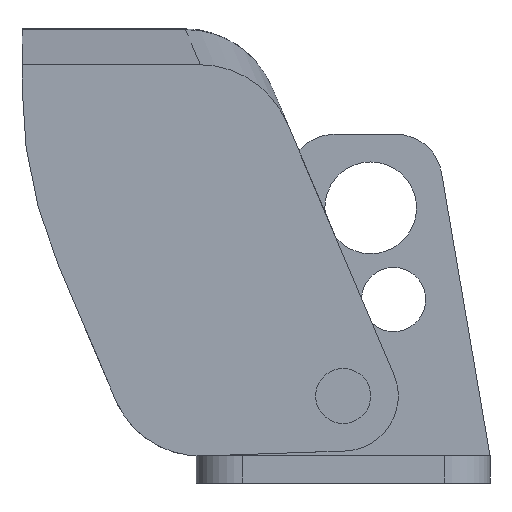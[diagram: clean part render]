
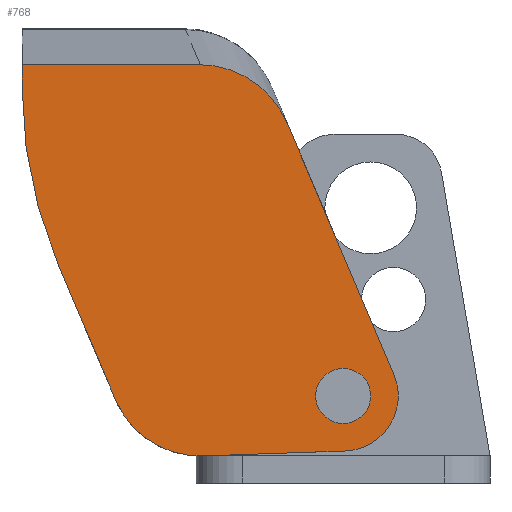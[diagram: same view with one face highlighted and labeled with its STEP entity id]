
A CAD part, left-side view. The second image highlights one B-rep face of the part: STEP entity #768.
In plain terms, the highlighted planar face has unit normal (-1, 0, 0).
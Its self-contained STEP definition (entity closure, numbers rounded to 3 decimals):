
#11 = EDGE_CURVE ( 'NONE', #12, #214, #717, .T. ) ;
#12 = VERTEX_POINT ( 'NONE', #712 ) ;
#176 = EDGE_CURVE ( 'NONE', #181, #182, #817, .T. ) ;
#181 = VERTEX_POINT ( 'NONE', #807 ) ;
#182 = VERTEX_POINT ( 'NONE', #809 ) ;
#214 = VERTEX_POINT ( 'NONE', #1226 ) ;
#313 = EDGE_CURVE ( 'NONE', #3024, #494, #1171, .T. ) ;
#318 = EDGE_CURVE ( 'NONE', #182, #319, #1167, .T. ) ;
#319 = VERTEX_POINT ( 'NONE', #1162 ) ;
#424 = VERTEX_POINT ( 'NONE', #1378 ) ;
#426 = EDGE_CURVE ( 'NONE', #424, #427, #1376, .T. ) ;
#427 = VERTEX_POINT ( 'NONE', #1463 ) ;
#494 = VERTEX_POINT ( 'NONE', #1500 ) ;
#496 = EDGE_CURVE ( 'NONE', #494, #181, #1498, .T. ) ;
#532 = EDGE_CURVE ( 'NONE', #319, #533, #1431, .T. ) ;
#533 = VERTEX_POINT ( 'NONE', #1634 ) ;
#607 = ORIENTED_EDGE ( 'NONE', *, *, #426, .F. ) ;
#612 = EDGE_LOOP ( 'NONE', ( #613, #646 ) ) ;
#613 = ORIENTED_EDGE ( 'NONE', *, *, #645, .T. ) ;
#622 = EDGE_CURVE ( 'NONE', #424, #533, #1725, .T. ) ;
#645 = EDGE_CURVE ( 'NONE', #214, #12, #1742, .T. ) ;
#646 = ORIENTED_EDGE ( 'NONE', *, *, #11, .T. ) ;
#658 = ORIENTED_EDGE ( 'NONE', *, *, #318, .F. ) ;
#659 = ORIENTED_EDGE ( 'NONE', *, *, #176, .F. ) ;
#660 = ORIENTED_EDGE ( 'NONE', *, *, #496, .F. ) ;
#661 = ORIENTED_EDGE ( 'NONE', *, *, #313, .F. ) ;
#662 = ORIENTED_EDGE ( 'NONE', *, *, #725, .T. ) ;
#663 = EDGE_LOOP ( 'NONE', ( #607, #771, #806, #658, #659, #660, #661, #662, #727 ) ) ;
#712 = CARTESIAN_POINT ( 'NONE',  ( -15., 0., 3. ) ) ;
#713 = DIRECTION ( 'NONE',  ( 0., 0., -1. ) ) ;
#714 = DIRECTION ( 'NONE',  ( 1., 0., 0. ) ) ;
#715 = CARTESIAN_POINT ( 'NONE',  ( -15., 0., 0. ) ) ;
#716 = AXIS2_PLACEMENT_3D ( 'NONE', #715, #714, #713 ) ;
#717 = CIRCLE ( 'NONE', #716, 3. ) ;
#725 = EDGE_CURVE ( 'NONE', #3024, #726, #1694, .T. ) ;
#726 = VERTEX_POINT ( 'NONE', #1696 ) ;
#727 = ORIENTED_EDGE ( 'NONE', *, *, #728, .T. ) ;
#728 = EDGE_CURVE ( 'NONE', #726, #427, #1695, .T. ) ;
#768 = ADVANCED_FACE ( 'NONE', ( #1996, #1995 ), #1909, .F. ) ;
#771 = ORIENTED_EDGE ( 'NONE', *, *, #622, .T. ) ;
#806 = ORIENTED_EDGE ( 'NONE', *, *, #532, .F. ) ;
#807 = CARTESIAN_POINT ( 'NONE',  ( -15., -0.209, -5.996 ) ) ;
#809 = CARTESIAN_POINT ( 'NONE',  ( -15., 15.242, -6.536 ) ) ;
#814 = DIRECTION ( 'NONE',  ( 0., 0.999, -0.035 ) ) ;
#815 = VECTOR ( 'NONE', #814, 1000. ) ;
#816 = CARTESIAN_POINT ( 'NONE',  ( -15., -0.209, -5.996 ) ) ;
#817 = LINE ( 'NONE', #816, #815 ) ;
#1162 = CARTESIAN_POINT ( 'NONE',  ( -15., 24.796, -0.449 ) ) ;
#1163 = DIRECTION ( 'NONE',  ( 0., 0., -1. ) ) ;
#1164 = DIRECTION ( 'NONE',  ( 1., 0., 0. ) ) ;
#1165 = CARTESIAN_POINT ( 'NONE',  ( -15., 15.591, 3.458 ) ) ;
#1166 = AXIS2_PLACEMENT_3D ( 'NONE', #1165, #1164, #1163 ) ;
#1167 = CIRCLE ( 'NONE', #1166, 10. ) ;
#1168 = DIRECTION ( 'NONE',  ( 0., -0.391, -0.921 ) ) ;
#1169 = VECTOR ( 'NONE', #1168, 1000. ) ;
#1170 = CARTESIAN_POINT ( 'NONE',  ( -15., 10.461, 40. ) ) ;
#1171 = LINE ( 'NONE', #1170, #1169 ) ;
#1226 = CARTESIAN_POINT ( 'NONE',  ( -15., 0., -3. ) ) ;
#1373 = DIRECTION ( 'NONE',  ( 0., 0., 1. ) ) ;
#1374 = VECTOR ( 'NONE', #1373, 1000. ) ;
#1375 = CARTESIAN_POINT ( 'NONE',  ( -15., 35., 23.591 ) ) ;
#1376 = LINE ( 'NONE', #1375, #1374 ) ;
#1378 = CARTESIAN_POINT ( 'NONE',  ( -15., 35., 33.763 ) ) ;
#1431 = LINE ( 'NONE', #1637, #1636 ) ;
#1463 = CARTESIAN_POINT ( 'NONE',  ( -15., 35., 36.087 ) ) ;
#1495 = DIRECTION ( 'NONE',  ( 1., 0., 0. ) ) ;
#1496 = CARTESIAN_POINT ( 'NONE',  ( -15., 0., 0. ) ) ;
#1497 = AXIS2_PLACEMENT_3D ( 'NONE', #1496, #1495, #1555 ) ;
#1498 = CIRCLE ( 'NONE', #1497, 6. ) ;
#1500 = CARTESIAN_POINT ( 'NONE',  ( -15., -5.523, 2.344 ) ) ;
#1555 = DIRECTION ( 'NONE',  ( 0., 0., -1. ) ) ;
#1634 = CARTESIAN_POINT ( 'NONE',  ( -15., 31.025, 14.227 ) ) ;
#1635 = DIRECTION ( 'NONE',  ( 0., 0.391, 0.921 ) ) ;
#1636 = VECTOR ( 'NONE', #1635, 1000. ) ;
#1637 = CARTESIAN_POINT ( 'NONE',  ( -15., 24.796, -0.449 ) ) ;
#1681 = DIRECTION ( 'NONE',  ( 0., 1., 0. ) ) ;
#1682 = VECTOR ( 'NONE', #1681, 1000. ) ;
#1683 = CARTESIAN_POINT ( 'NONE',  ( -15., 0., 36.087 ) ) ;
#1690 = CARTESIAN_POINT ( 'NONE',  ( -15., 15.563, 36.087 ) ) ;
#1691 = CARTESIAN_POINT ( 'NONE',  ( -15., 11.343, 36.087 ) ) ;
#1692 = CARTESIAN_POINT ( 'NONE',  ( -15., 7.771, 33.663 ) ) ;
#1693 = CARTESIAN_POINT ( 'NONE',  ( -15., 6.064, 29.641 ) ) ;
#1694 =( BOUNDED_CURVE ( )  B_SPLINE_CURVE ( 3, ( #1693, #1692, #1691, #1690 ),
 .UNSPECIFIED., .F., .T. ) 
 B_SPLINE_CURVE_WITH_KNOTS ( ( 4, 4 ),
 ( 1.571, 2.755 ),
 .UNSPECIFIED. ) 
 CURVE ( )  GEOMETRIC_REPRESENTATION_ITEM ( )  RATIONAL_B_SPLINE_CURVE ( ( 1., 0.887, 0.887, 1. ) ) 
 REPRESENTATION_ITEM ( '' )  );
#1695 = LINE ( 'NONE', #1683, #1682 ) ;
#1696 = CARTESIAN_POINT ( 'NONE',  ( -15., 15.563, 36.087 ) ) ;
#1706 = DIRECTION ( 'NONE',  ( 0., 0., -1. ) ) ;
#1707 = DIRECTION ( 'NONE',  ( -1., 0., 0. ) ) ;
#1708 = CARTESIAN_POINT ( 'NONE',  ( -15., -15., 33.763 ) ) ;
#1709 = AXIS2_PLACEMENT_3D ( 'NONE', #1708, #1707, #1706 ) ;
#1725 = CIRCLE ( 'NONE', #1709, 50. ) ;
#1738 = DIRECTION ( 'NONE',  ( 0., 0., -1. ) ) ;
#1739 = DIRECTION ( 'NONE',  ( 1., 0., 0. ) ) ;
#1740 = CARTESIAN_POINT ( 'NONE',  ( -15., 0., 0. ) ) ;
#1741 = AXIS2_PLACEMENT_3D ( 'NONE', #1740, #1739, #1738 ) ;
#1742 = CIRCLE ( 'NONE', #1741, 3. ) ;
#1909 = PLANE ( 'NONE',  #1994 ) ;
#1991 = DIRECTION ( 'NONE',  ( 0., 0., -1. ) ) ;
#1992 = DIRECTION ( 'NONE',  ( 1., 0., 0. ) ) ;
#1993 = CARTESIAN_POINT ( 'NONE',  ( -15., 0., 0. ) ) ;
#1994 = AXIS2_PLACEMENT_3D ( 'NONE', #1993, #1992, #1991 ) ;
#1995 = FACE_OUTER_BOUND ( 'NONE', #663, .T. ) ;
#1996 = FACE_BOUND ( 'NONE', #612, .T. ) ;
#2215 = CARTESIAN_POINT ( 'NONE',  ( -15., 6.064, 29.641 ) ) ;
#3024 = VERTEX_POINT ( 'NONE', #2215 ) ;
